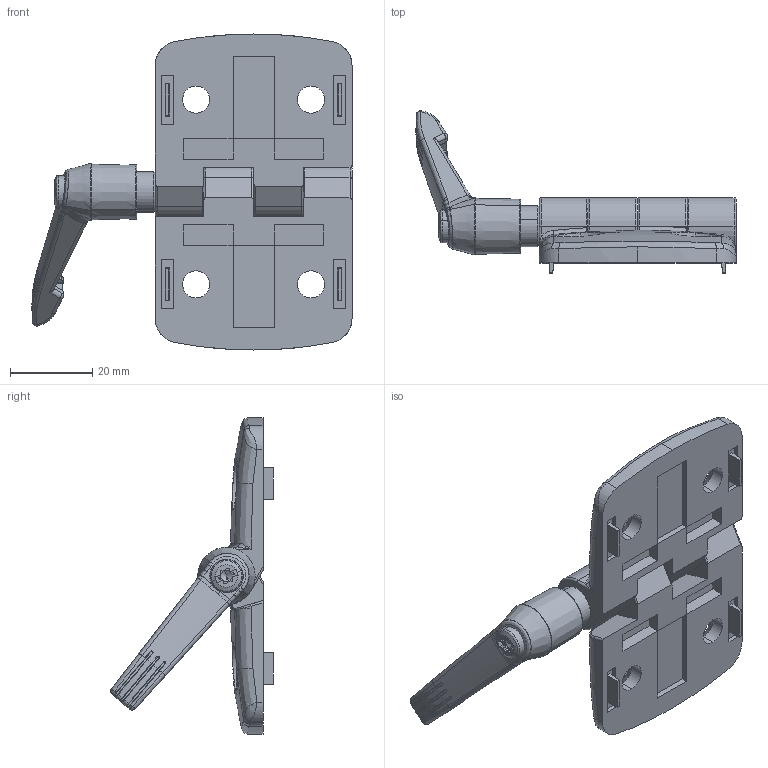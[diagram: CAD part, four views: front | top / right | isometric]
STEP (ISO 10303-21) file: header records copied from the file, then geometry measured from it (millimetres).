
FILE_DESCRIPTION(('STEP AP214'),'1');
FILE_NAME('fath_095kf4040f08.stp','2017-10-09T08:37:29',('TraceParts'),('TraceParts S.A.'),'Spatial InterOp 3D',' ',' ');
FILE_SCHEMA(('automotive_design'));
Length unit declared in the file: millimetre
Products named in the file (5): fath_095kf4040f08_1; fath_095kf4040f08_2; fath_095kf4040f08_3; fath_095kf4040f08_4; fath_095kf4040f08_5
Bounding box: 77.99 x 39.6 x 77 mm (x, y, z)
Volume: 27516.4 mm3; surface area: 16895.6 mm2
Topology: 5 solids, 5 shells, 685 faces, 1611 edges, 938 vertices
Faces by surface type: plane 156, torus 141, bspline 141, cylinder 115, cone 112, sphere 20
Entity records: 23952 total; most frequent: CARTESIAN_POINT 9134, ORIENTED_EDGE 3190, DIRECTION 3006, EDGE_CURVE 1595, AXIS2_PLACEMENT_3D 1246, VERTEX_POINT 938, EDGE_LOOP 721, CIRCLE 697
